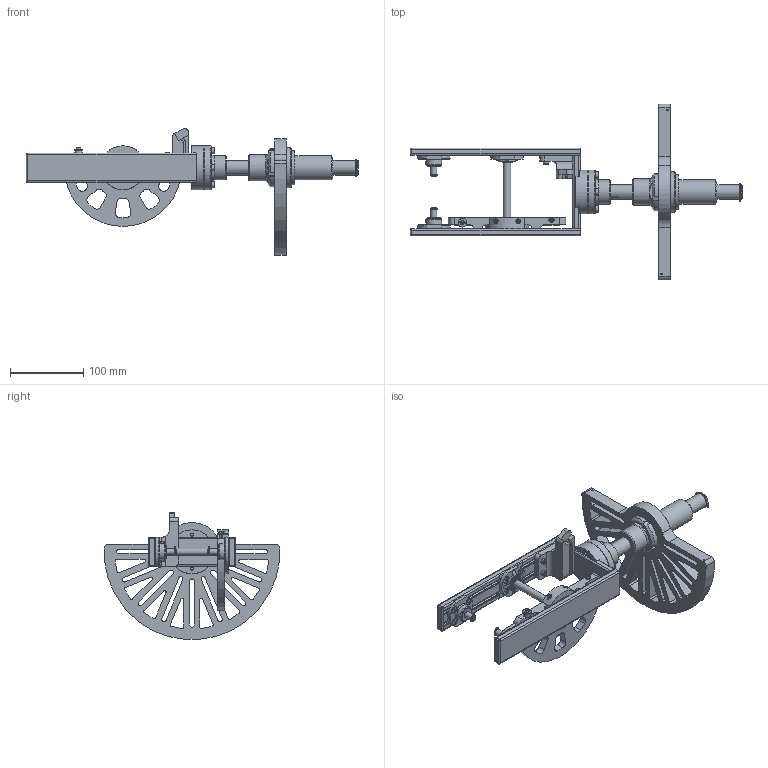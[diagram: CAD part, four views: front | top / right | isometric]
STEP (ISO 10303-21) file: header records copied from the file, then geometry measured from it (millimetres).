
FILE_DESCRIPTION(/* description */ (''),/* implementation_level */ '2;1');
FILE_NAME(/* name */ 'Roller_Joint.stp',/* time_stamp */ '2025-02-27T11:02:07+01:00',/* author */ ('12064'),/* organization */ (''),/* preprocessor_version */ 'ST-DEVELOPER v19.2',/* originating_system */ 'Autodesk Inventor 2024',/* authorisation */ '');
FILE_SCHEMA (('AUTOMOTIVE_DESIGN { 1 0 10303 214 3 1 1 }'));
Length unit declared in the file: millimetre
Products named in the file (44): Assembly_v2_Rillenkugellager; Capstonradialdisc_v2; Sicherheitsmutter_m40; Welle_Flachstelle; Flansch_Wellennabeverbindung_MainAxis; Flansch_Wellennabeverbindung_Klemmdeckel; circlips_din471_20_1_2; ISO 4762 - M5 x 20; ISO 4017 - M6 x 16; jtm-1018-010; ParallelMecha_V2_BaseFrame_Item40x40; Flansch_FemalePart_MainAxis_HeadConnectorBase_V2.1_Item40x40; ParallelMecha_DrivenLink_ShaftFixation; SKF_W 61800 R-2RS1; SKF_W 61800 R-2RS1_PART1; SKF_W 61800 R-2RS1_PART2; SKF_W 61800 R-2RS1_PART3; SKF_W 61800 R-2RS1_PART4; ParallelMecha_DrivenShaft; ParallelMecha_Supportlink_BottomShaft; circlips_din471_10_1; item_0039106_profil_5_40x10_l_150_details_3; item_profil_5_40x10_Modified; item_0039114_abdeckkappe_5_40x10_details_3; ISO 10642 - M4 x  16; din_988_10_x_16_x_0_10; item_0042510_nutenstein_5_st_m4_details_3; CapstonDisc_ParallelMecha; ISO 10642 - M4 x  10; ISO 4762  - M3 x 16; item_0043746_automatik-verbindungssatz_5_details_3; item_0043746_automatik-verbindungssatz_5_details_3_01; item_0043746_automatik-verbindungssatz_5_details_3_02; Axis2_SensorFixatoin; item_0043746_automatik-verbindungssatz_5_details_3_03; ISO 4762 - M4 x 12; Capston_Tensioning; ISO 4032 - M3; Capston_Distanzscheibe; circlips_din471_8_0_8 ...
Assembly tree (122 placements, depth 4):
  Assembly_v2_Rillenkugellager
    Capstonradialdisc_v2
    Sicherheitsmutter_m40
    Welle_Flachstelle
    Flansch_Wellennabeverbindung_MainAxis
    Flansch_Wellennabeverbindung_Klemmdeckel
    circlips_din471_20_1_2
    ISO 4762 - M5 x 20  x4
    ISO 4017 - M6 x 16
    jtm-1018-010  x2
    ParallelMecha_V2_BaseFrame_Item40x40
      Flansch_FemalePart_MainAxis_HeadConnectorBase_V2.1_Item40x40
      ParallelMecha_DrivenLink_ShaftFixation  x2
      SKF_W 61800 R-2RS1  x2
        SKF_W 61800 R-2RS1_PART1
        SKF_W 61800 R-2RS1_PART2
        SKF_W 61800 R-2RS1_PART3
        SKF_W 61800 R-2RS1_PART4
      ParallelMecha_DrivenShaft
      ParallelMecha_Supportlink_BottomShaft  x2
      circlips_din471_10_1  x2
      din_988_10_x_16_x_0_10  x2
      item_0039106_profil_5_40x10_l_150_details_3  x2
      item_profil_5_40x10_Modified
      item_0039114_abdeckkappe_5_40x10_details_3  x2
      item_0042510_nutenstein_5_st_m4_details_3  x20
      ISO 10642 - M4 x  16  x4
      ISO 10642 - M4 x  10  x16
      CapstonDisc_ParallelMecha
      ISO 7089 - 3
      ISO 4762 - M3 x 8
      ISO 4762  - M3 x 16
      item_0043746_automatik-verbindungssatz_5_details_3  x4
        item_0043746_automatik-verbindungssatz_5_details_3_01
        item_0043746_automatik-verbindungssatz_5_details_3_02
        item_0043746_automatik-verbindungssatz_5_details_3_03
      Axis2_SensorFixatoin
      item_0043746_automatik-verbindungssatz_5_details_3_03  x2
      ISO 4762 - M4 x 12  x2
      Capston_Tensioning
      ISO 4032 - M3
    ISO 4762  - M4 x 16  x4
    Capston_Distanzscheibe
    circlips_din471_8_0_8  x2
    ISO 7089 - 3
    ISO 4762 - M3 x 8
    ISO 4762  - M3 x 20  x2
Bounding box: 453.4 x 239.77 x 173 mm (x, y, z)
Volume: 874973.1 mm3; surface area: 347395.8 mm2
Topology: 128 solids, 128 shells, 2089 faces, 5345 edges, 3519 vertices
Faces by surface type: plane 1015, cylinder 786, cone 169, torus 91, sphere 28
Full cylindrical faces by diameter (mm): 1 x1, 1.2 x2, 1.5 x4, 2 x4, 2.459 x4, 3 x5, 3.2 x3, 3.3 x6, 3.4 x4, 3.9 x8, 4 x60, 4.134 x5, 4.2 x4, 4.5 x26, 5 x6, 5.5 x9, 6 x9, 6.5 x2, 6.6 x1, 7 x8, 7.6 x2, 8 x24, 8.2 x4, 8.5 x4, 8.88 x1, 9.5 x2, 9.6 x2, 10 x10, 11.8 x4, 12 x1
Entity records: 32834 total; most frequent: CARTESIAN_POINT 6203, DIRECTION 5473, ORIENTED_EDGE 4862, EDGE_CURVE 2431, AXIS2_PLACEMENT_3D 2074, VERTEX_POINT 1602, LINE 1325, VECTOR 1325
